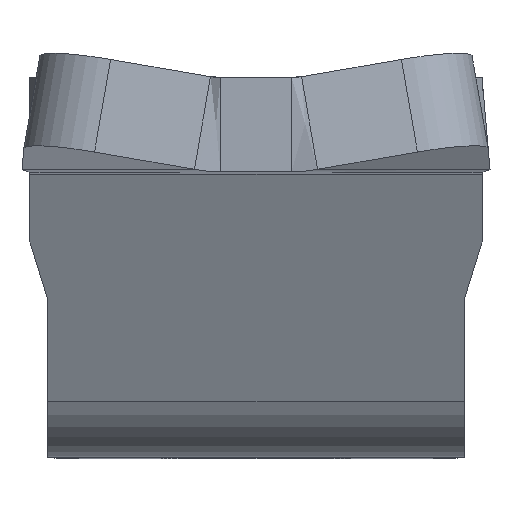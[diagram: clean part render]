
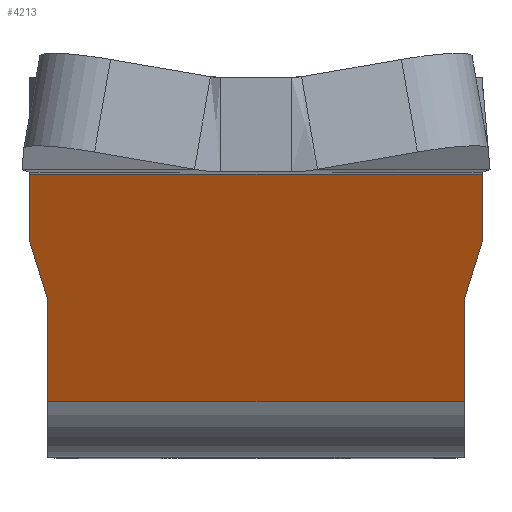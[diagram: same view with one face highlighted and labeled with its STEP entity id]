
A CAD part, top view. The second image highlights one B-rep face of the part: STEP entity #4213.
In plain terms, the highlighted planar face has unit normal (0, -0.423, 0.906).
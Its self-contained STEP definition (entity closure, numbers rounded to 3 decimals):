
#19 = VERTEX_POINT ( 'NONE', #2366 ) ;
#36 = DIRECTION ( 'NONE',  ( 0., -0.906, -0.423 ) ) ;
#46 = EDGE_CURVE ( 'NONE', #3418, #4271, #1360, .T. ) ;
#80 = EDGE_CURVE ( 'NONE', #263, #19, #1789, .T. ) ;
#245 = LINE ( 'NONE', #2266, #3186 ) ;
#263 = VERTEX_POINT ( 'NONE', #1445 ) ;
#444 = LINE ( 'NONE', #3907, #1847 ) ;
#553 = CARTESIAN_POINT ( 'NONE',  ( 20.027, 7.942, 20.417 ) ) ;
#606 = EDGE_CURVE ( 'NONE', #2259, #3418, #1483, .T. ) ;
#636 = LINE ( 'NONE', #2036, #822 ) ;
#719 = DIRECTION ( 'NONE',  ( -1., 0., 0. ) ) ;
#746 = DIRECTION ( 'NONE',  ( 0., 0.906, 0.423 ) ) ;
#822 = VECTOR ( 'NONE', #4218, 1000. ) ;
#836 = VERTEX_POINT ( 'NONE', #2581 ) ;
#1070 = LINE ( 'NONE', #3906, #3349 ) ;
#1105 = DIRECTION ( 'NONE',  ( 0., -0.906, -0.423 ) ) ;
#1187 = CARTESIAN_POINT ( 'NONE',  ( -8.797, 2.663, 17.955 ) ) ;
#1199 = EDGE_CURVE ( 'NONE', #2968, #2259, #245, .T. ) ;
#1360 = LINE ( 'NONE', #3096, #1364 ) ;
#1364 = VECTOR ( 'NONE', #2742, 1000. ) ;
#1445 = CARTESIAN_POINT ( 'NONE',  ( 8.797, 2.663, 17.955 ) ) ;
#1483 = LINE ( 'NONE', #1187, #2065 ) ;
#1506 = DIRECTION ( 'NONE',  ( 0., 0.423, -0.906 ) ) ;
#1592 = LINE ( 'NONE', #553, #1913 ) ;
#1623 = DIRECTION ( 'NONE',  ( 0., 0.906, 0.423 ) ) ;
#1643 = ORIENTED_EDGE ( 'NONE', *, *, #2546, .F. ) ;
#1657 = ORIENTED_EDGE ( 'NONE', *, *, #80, .F. ) ;
#1789 = LINE ( 'NONE', #2854, #1940 ) ;
#1808 = CARTESIAN_POINT ( 'NONE',  ( -8.797, 2.663, 17.955 ) ) ;
#1840 = CARTESIAN_POINT ( 'NONE',  ( -9.55, 7.942, 20.417 ) ) ;
#1847 = VECTOR ( 'NONE', #36, 1000. ) ;
#1913 = VECTOR ( 'NONE', #1932, 1000. ) ;
#1932 = DIRECTION ( 'NONE',  ( -1., 0., 0. ) ) ;
#1940 = VECTOR ( 'NONE', #1105, 1000. ) ;
#1983 = ORIENTED_EDGE ( 'NONE', *, *, #1199, .F. ) ;
#2036 = CARTESIAN_POINT ( 'NONE',  ( 9.55, 5.11, 19.096 ) ) ;
#2065 = VECTOR ( 'NONE', #2588, 1000. ) ;
#2214 = FACE_OUTER_BOUND ( 'NONE', #2592, .T. ) ;
#2259 = VERTEX_POINT ( 'NONE', #1808 ) ;
#2266 = CARTESIAN_POINT ( 'NONE',  ( -8.797, -14.882, 9.774 ) ) ;
#2366 = CARTESIAN_POINT ( 'NONE',  ( 8.797, -1.633, 15.952 ) ) ;
#2420 = ORIENTED_EDGE ( 'NONE', *, *, #2941, .F. ) ;
#2493 = PLANE ( 'NONE',  #4386 ) ;
#2546 = EDGE_CURVE ( 'NONE', #836, #263, #636, .T. ) ;
#2581 = CARTESIAN_POINT ( 'NONE',  ( 9.55, 5.11, 19.096 ) ) ;
#2588 = DIRECTION ( 'NONE',  ( -0.269, 0.873, 0.407 ) ) ;
#2592 = EDGE_LOOP ( 'NONE', ( #3390, #3510, #3239, #1983, #3562, #1657, #1643, #2420 ) ) ;
#2668 = CARTESIAN_POINT ( 'NONE',  ( 9.55, 7.942, 20.417 ) ) ;
#2742 = DIRECTION ( 'NONE',  ( 0., 0.906, 0.423 ) ) ;
#2854 = CARTESIAN_POINT ( 'NONE',  ( 8.797, -14.882, 9.774 ) ) ;
#2941 = EDGE_CURVE ( 'NONE', #3936, #836, #444, .T. ) ;
#2968 = VERTEX_POINT ( 'NONE', #4288 ) ;
#3096 = CARTESIAN_POINT ( 'NONE',  ( -9.55, -14.882, 9.774 ) ) ;
#3186 = VECTOR ( 'NONE', #1623, 1000. ) ;
#3239 = ORIENTED_EDGE ( 'NONE', *, *, #606, .F. ) ;
#3259 = CARTESIAN_POINT ( 'NONE',  ( 0., -14.882, 9.774 ) ) ;
#3330 = EDGE_CURVE ( 'NONE', #19, #2968, #1070, .T. ) ;
#3349 = VECTOR ( 'NONE', #719, 1000. ) ;
#3390 = ORIENTED_EDGE ( 'NONE', *, *, #4382, .T. ) ;
#3418 = VERTEX_POINT ( 'NONE', #4401 ) ;
#3510 = ORIENTED_EDGE ( 'NONE', *, *, #46, .F. ) ;
#3562 = ORIENTED_EDGE ( 'NONE', *, *, #3330, .F. ) ;
#3906 = CARTESIAN_POINT ( 'NONE',  ( 0., -1.633, 15.952 ) ) ;
#3907 = CARTESIAN_POINT ( 'NONE',  ( 9.55, -14.882, 9.774 ) ) ;
#3936 = VERTEX_POINT ( 'NONE', #2668 ) ;
#4213 = ADVANCED_FACE ( 'NONE', ( #2214 ), #2493, .F. ) ;
#4218 = DIRECTION ( 'NONE',  ( -0.269, -0.873, -0.407 ) ) ;
#4271 = VERTEX_POINT ( 'NONE', #1840 ) ;
#4288 = CARTESIAN_POINT ( 'NONE',  ( -8.797, -1.633, 15.952 ) ) ;
#4382 = EDGE_CURVE ( 'NONE', #3936, #4271, #1592, .T. ) ;
#4386 = AXIS2_PLACEMENT_3D ( 'NONE', #3259, #1506, #746 ) ;
#4401 = CARTESIAN_POINT ( 'NONE',  ( -9.55, 5.11, 19.096 ) ) ;
